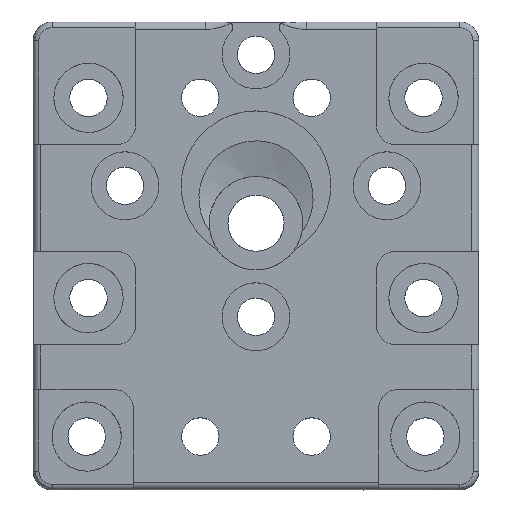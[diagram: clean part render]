
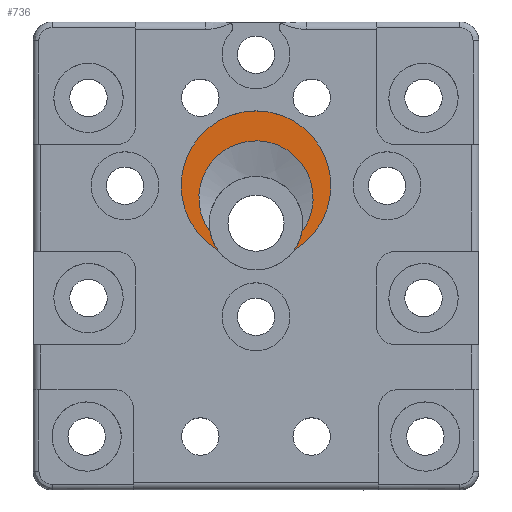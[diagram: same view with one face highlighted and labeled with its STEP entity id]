
A CAD part, top view. The second image highlights one B-rep face of the part: STEP entity #736.
In plain terms, the highlighted planar face has unit normal (0, 0, 1).
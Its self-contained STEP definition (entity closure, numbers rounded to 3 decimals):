
#415 = CIRCLE ( 'NONE', #7416, 4. ) ;
#607 = EDGE_CURVE ( 'NONE', #15947, #11048, #8715, .T. ) ;
#689 = CARTESIAN_POINT ( 'NONE',  ( -2.045, -2.788, 5. ) ) ;
#700 = ORIENTED_EDGE ( 'NONE', *, *, #6907, .T. ) ;
#736 = ADVANCED_FACE ( 'NONE', ( #8488 ), #10769, .T. ) ;
#786 = CARTESIAN_POINT ( 'NONE',  ( -2.844, 1.121, 5. ) ) ;
#842 = CARTESIAN_POINT ( 'NONE',  ( 0.564, 3.014, 5. ) ) ;
#902 = CARTESIAN_POINT ( 'NONE',  ( 3.052, 0.305, 5. ) ) ;
#1681 = CARTESIAN_POINT ( 'NONE',  ( 0., 0.65, 5. ) ) ;
#1953 = CARTESIAN_POINT ( 'NONE',  ( 2.456, -1.815, 5. ) ) ;
#1996 = CARTESIAN_POINT ( 'NONE',  ( -2.625, -1.586, 5. ) ) ;
#2181 = CARTESIAN_POINT ( 'NONE',  ( -2.6, 1.627, 5. ) ) ;
#2241 = CARTESIAN_POINT ( 'NONE',  ( 1.1, 2.853, 5. ) ) ;
#2307 = CARTESIAN_POINT ( 'NONE',  ( 3.031, -0.399, 5. ) ) ;
#2415 = AXIS2_PLACEMENT_3D ( 'NONE', #11293, #11290, #11279 ) ;
#2976 = AXIS2_PLACEMENT_3D ( 'NONE', #10482, #10463, #10448 ) ;
#3070 = DIRECTION ( 'NONE',  ( 1., 0., 0. ) ) ;
#3410 = ORIENTED_EDGE ( 'NONE', *, *, #14015, .T. ) ;
#3506 = CARTESIAN_POINT ( 'NONE',  ( -2.758, -1.341, 5. ) ) ;
#3574 = CARTESIAN_POINT ( 'NONE',  ( -2.057, 2.275, 5. ) ) ;
#3632 = CARTESIAN_POINT ( 'NONE',  ( 1.483, 2.673, 5. ) ) ;
#3696 = CARTESIAN_POINT ( 'NONE',  ( 2.947, -0.812, 5. ) ) ;
#3898 = AXIS2_PLACEMENT_3D ( 'NONE', #13438, #5129, #14831 ) ;
#3921 = ORIENTED_EDGE ( 'NONE', *, *, #17118, .T. ) ;
#3927 = VERTEX_POINT ( 'NONE', #5373 ) ;
#4778 = VERTEX_POINT ( 'NONE', #1953 ) ;
#4781 = CARTESIAN_POINT ( 'NONE',  ( 0., -1.35, 5. ) ) ;
#4908 = CARTESIAN_POINT ( 'NONE',  ( -4., 0.65, 5. ) ) ;
#4921 = CARTESIAN_POINT ( 'NONE',  ( -2.948, -0.809, 5. ) ) ;
#4977 = CARTESIAN_POINT ( 'NONE',  ( -1.361, 2.749, 5. ) ) ;
#5030 = CARTESIAN_POINT ( 'NONE',  ( 2.058, 2.274, 5. ) ) ;
#5092 = CARTESIAN_POINT ( 'NONE',  ( 2.758, -1.341, 5. ) ) ;
#5129 = DIRECTION ( 'NONE',  ( 0., 0., -1. ) ) ;
#5373 = CARTESIAN_POINT ( 'NONE',  ( -2.456, -1.815, 5. ) ) ;
#5731 = DIRECTION ( 'NONE',  ( 0., 0., 1. ) ) ;
#6167 = DIRECTION ( 'NONE',  ( 1., 0., 0. ) ) ;
#6308 = CARTESIAN_POINT ( 'NONE',  ( -3.031, -0.397, 5. ) ) ;
#6362 = CARTESIAN_POINT ( 'NONE',  ( -0.697, 2.977, 5. ) ) ;
#6427 = CARTESIAN_POINT ( 'NONE',  ( 2.6, 1.626, 5. ) ) ;
#6484 = CARTESIAN_POINT ( 'NONE',  ( 2.456, -1.815, 5. ) ) ;
#6891 = EDGE_LOOP ( 'NONE', ( #3410, #3921, #17913, #8670, #700, #12345 ) ) ;
#6907 = EDGE_CURVE ( 'NONE', #13123, #15947, #415, .T. ) ;
#7057 = CARTESIAN_POINT ( 'NONE',  ( 2.045, -2.788, 5. ) ) ;
#7353 = CIRCLE ( 'NONE', #3898, 2.5 ) ;
#7416 = AXIS2_PLACEMENT_3D ( 'NONE', #1681, #11388, #3070 ) ;
#7706 = CARTESIAN_POINT ( 'NONE',  ( -3.051, 0.307, 5. ) ) ;
#7762 = CARTESIAN_POINT ( 'NONE',  ( -0.279, 3.045, 5. ) ) ;
#7815 = CARTESIAN_POINT ( 'NONE',  ( 2.845, 1.118, 5. ) ) ;
#8488 = FACE_OUTER_BOUND ( 'NONE', #6891, .T. ) ;
#8670 = ORIENTED_EDGE ( 'NONE', *, *, #11648, .T. ) ;
#8715 = CIRCLE ( 'NONE', #2415, 4. ) ;
#9105 = CARTESIAN_POINT ( 'NONE',  ( -2.936, 0.854, 5. ) ) ;
#9169 = CARTESIAN_POINT ( 'NONE',  ( 0.28, 3.054, 5. ) ) ;
#9234 = CARTESIAN_POINT ( 'NONE',  ( 2.972, 0.717, 5. ) ) ;
#10448 = DIRECTION ( 'NONE',  ( 1., 0., 0. ) ) ;
#10463 = DIRECTION ( 'NONE',  ( 0., 0., 1. ) ) ;
#10482 = CARTESIAN_POINT ( 'NONE',  ( 0., 0., 5. ) ) ;
#10511 = CARTESIAN_POINT ( 'NONE',  ( -2.789, 1.252, 5. ) ) ;
#10573 = CARTESIAN_POINT ( 'NONE',  ( 0.968, 2.9, 5. ) ) ;
#10628 = CARTESIAN_POINT ( 'NONE',  ( 3.067, 0.019, 5. ) ) ;
#10722 = B_SPLINE_CURVE_WITH_KNOTS ( 'NONE', 3,
 ( #15942, #1996, #3506, #13224, #4921, #14615, #6308, #16002, #7706, #17366, #9105, #786, #10511, #2181, #11880, #3574, #13283, #4977, #14677, #6362, #16062, #7762, #17425, #9169, #842, #10573, #2241, #11946, #3632, #13347, #5030, #14730, #6427, #16126, #7815, #17482, #9234, #902, #10628, #2307, #11998, #3696, #13396, #5092, #14790, #6484 ),
 .UNSPECIFIED., .F., .F.,
 ( 4, 2, 2, 2, 2, 2, 2, 2, 2, 2, 2, 2, 2, 2, 2, 2, 2, 2, 2, 2, 2, 2, 4 ),
 ( 0., 0.001, 0.001, 0.002, 0.003, 0.003, 0.003, 0.004, 0.005, 0.006, 0.006, 0.007, 0.008, 0.008, 0.008, 0.009, 0.01, 0.01, 0.011, 0.012, 0.012, 0.013, 0.013 ),
 .UNSPECIFIED. ) ;
#10726 = AXIS2_PLACEMENT_3D ( 'NONE', #14055, #5731, #15437 ) ;
#10769 = PLANE ( 'NONE',  #2976 ) ;
#11048 = VERTEX_POINT ( 'NONE', #689 ) ;
#11279 = DIRECTION ( 'NONE',  ( 1., 0., 0. ) ) ;
#11290 = DIRECTION ( 'NONE',  ( 0., 0., 1. ) ) ;
#11293 = CARTESIAN_POINT ( 'NONE',  ( 0., 0.65, 5. ) ) ;
#11388 = DIRECTION ( 'NONE',  ( 0., 0., 1. ) ) ;
#11648 = EDGE_CURVE ( 'NONE', #13475, #13123, #13109, .T. ) ;
#11730 = CARTESIAN_POINT ( 'NONE',  ( 4., 0.65, 5. ) ) ;
#11880 = CARTESIAN_POINT ( 'NONE',  ( -2.439, 1.86, 5. ) ) ;
#11946 = CARTESIAN_POINT ( 'NONE',  ( 1.357, 2.74, 5. ) ) ;
#11998 = CARTESIAN_POINT ( 'NONE',  ( 3.01, -0.537, 5. ) ) ;
#12345 = ORIENTED_EDGE ( 'NONE', *, *, #607, .T. ) ;
#13109 = CIRCLE ( 'NONE', #10726, 4. ) ;
#13123 = VERTEX_POINT ( 'NONE', #11730 ) ;
#13224 = CARTESIAN_POINT ( 'NONE',  ( -2.907, -0.946, 5. ) ) ;
#13283 = CARTESIAN_POINT ( 'NONE',  ( -1.841, 2.453, 5. ) ) ;
#13347 = CARTESIAN_POINT ( 'NONE',  ( 1.842, 2.452, 5. ) ) ;
#13396 = CARTESIAN_POINT ( 'NONE',  ( 2.906, -0.948, 5. ) ) ;
#13438 = CARTESIAN_POINT ( 'NONE',  ( 0., -1.35, 5. ) ) ;
#13475 = VERTEX_POINT ( 'NONE', #7057 ) ;
#14015 = EDGE_CURVE ( 'NONE', #11048, #3927, #17659, .T. ) ;
#14055 = CARTESIAN_POINT ( 'NONE',  ( 0., 0.65, 5. ) ) ;
#14237 = AXIS2_PLACEMENT_3D ( 'NONE', #4781, #14490, #6167 ) ;
#14477 = EDGE_CURVE ( 'NONE', #4778, #13475, #7353, .T. ) ;
#14490 = DIRECTION ( 'NONE',  ( 0., 0., -1. ) ) ;
#14615 = CARTESIAN_POINT ( 'NONE',  ( -3.01, -0.536, 5. ) ) ;
#14677 = CARTESIAN_POINT ( 'NONE',  ( -1.102, 2.862, 5. ) ) ;
#14730 = CARTESIAN_POINT ( 'NONE',  ( 2.441, 1.857, 5. ) ) ;
#14790 = CARTESIAN_POINT ( 'NONE',  ( 2.625, -1.586, 5. ) ) ;
#14831 = DIRECTION ( 'NONE',  ( 1., 0., 0. ) ) ;
#15437 = DIRECTION ( 'NONE',  ( 1., 0., 0. ) ) ;
#15942 = CARTESIAN_POINT ( 'NONE',  ( -2.456, -1.815, 5. ) ) ;
#15947 = VERTEX_POINT ( 'NONE', #4908 ) ;
#16002 = CARTESIAN_POINT ( 'NONE',  ( -3.067, 0.021, 5. ) ) ;
#16062 = CARTESIAN_POINT ( 'NONE',  ( -0.558, 3.006, 5. ) ) ;
#16126 = CARTESIAN_POINT ( 'NONE',  ( 2.79, 1.25, 5. ) ) ;
#17118 = EDGE_CURVE ( 'NONE', #3927, #4778, #10722, .T. ) ;
#17366 = CARTESIAN_POINT ( 'NONE',  ( -2.971, 0.719, 5. ) ) ;
#17425 = CARTESIAN_POINT ( 'NONE',  ( -0.139, 3.054, 5. ) ) ;
#17482 = CARTESIAN_POINT ( 'NONE',  ( 2.936, 0.853, 5. ) ) ;
#17659 = CIRCLE ( 'NONE', #14237, 2.5 ) ;
#17913 = ORIENTED_EDGE ( 'NONE', *, *, #14477, .T. ) ;
